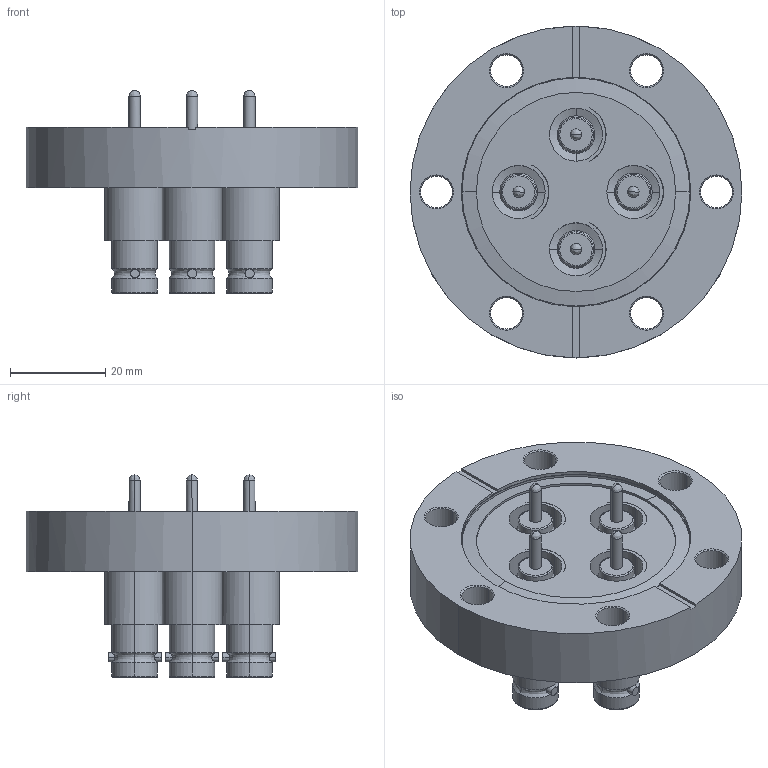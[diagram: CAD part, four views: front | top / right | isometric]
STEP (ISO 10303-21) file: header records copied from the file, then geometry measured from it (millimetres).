
FILE_DESCRIPTION (( 'STEP AP203' ), '1' );
FILE_NAME ('A0334-1-CF.STEP', '2013-08-28T12:14:19', ( '' ), ( '' ), 'SwSTEP 2.0', 'SolidWorks 2012', '' );
FILE_SCHEMA (( 'CONFIG_CONTROL_DESIGN' ));
Length unit declared in the file: inch
Products named in the file (1): A0334-1-CF
Bounding box: 69.85 x 69.85 x 42.67 mm (x, y, z)
Volume: 46688.6 mm3; surface area: 27789.9 mm2
Topology: 1 solids, 1 shells, 461 faces, 1090 edges, 684 vertices
Faces by surface type: cylinder 232, plane 99, cone 66, bspline 64
Entity records: 14967 total; most frequent: CARTESIAN_POINT 4060, DIRECTION 2470, ORIENTED_EDGE 2164, EDGE_CURVE 1082, AXIS2_PLACEMENT_3D 1046, VERTEX_POINT 684, CIRCLE 648, EDGE_LOOP 542
